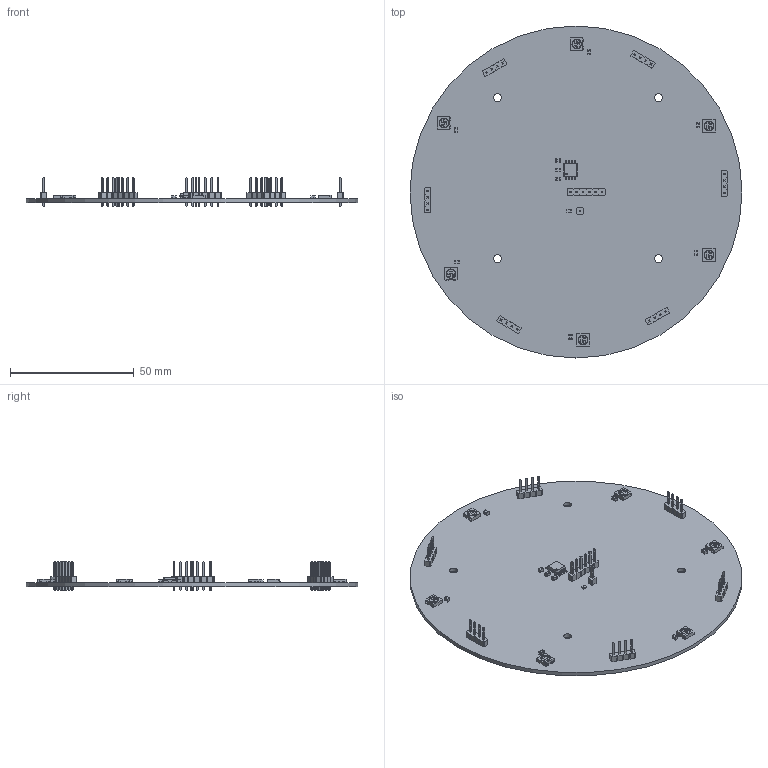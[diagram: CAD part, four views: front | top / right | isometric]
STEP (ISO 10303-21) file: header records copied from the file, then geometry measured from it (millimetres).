
FILE_DESCRIPTION(('KiCad electronic assembly'),'2;1');
FILE_NAME('LEDWall.step','2019-09-07T19:02:39',('An Author'),( 'A Company'),'Open CASCADE STEP processor 6.9', 'KiCad to STEP converter','Unknown');
FILE_SCHEMA(('AUTOMOTIVE_DESIGN { 1 0 10303 214 1 1 1 1 }'));
Length unit declared in the file: millimetre
Products named in the file (16): Open CASCADE STEP translator 6.9 1; C_0805_2012Metric; SOLID; WS2812_RGB_LED_updated; PinHeader_1x04_P2.54mm_Vertical; R_0805_2012Metric; PinHeader_1x01_P2.54mm_Vertical; SOIJ-8_5.3x5.3mm_P1.27mm; PinHeader_1x06_P2.54mm_Vertical; COMPOUND
Assembly tree (33 placements, depth 3):
  Open CASCADE STEP translator 6.9 1
    C_0805_2012Metric  x9
      SOLID
    WS2812_RGB_LED_updated  x6
      SOLID
    PinHeader_1x04_P2.54mm_Vertical  x6
      SOLID
    R_0805_2012Metric
      SOLID
    PinHeader_1x01_P2.54mm_Vertical
      SOLID
    SOIJ-8_5.3x5.3mm_P1.27mm
      SOLID
    PinHeader_1x06_P2.54mm_Vertical
      SOLID
    COMPOUND
Bounding box: 134 x 134 x 11.54 mm (x, y, z)
Volume: 23359.4 mm3; surface area: 31353.8 mm2
Topology: 26 solids, 26 shells, 1596 faces, 4129 edges, 2678 vertices
Faces by surface type: plane 1295, cylinder 263, bspline 32, cone 6
Full cylindrical faces by diameter (mm): 0.6 x1, 1 x31, 1.146 x6, 3.2 x4, 134 x1
Entity records: 41270 total; most frequent: CARTESIAN_POINT 6919, DIRECTION 5651, LINE 3889, VECTOR 3889, ORIENTED_EDGE 2966, PCURVE 2966, DEFINITIONAL_REPRESENTATION 2966, EDGE_CURVE 1483
